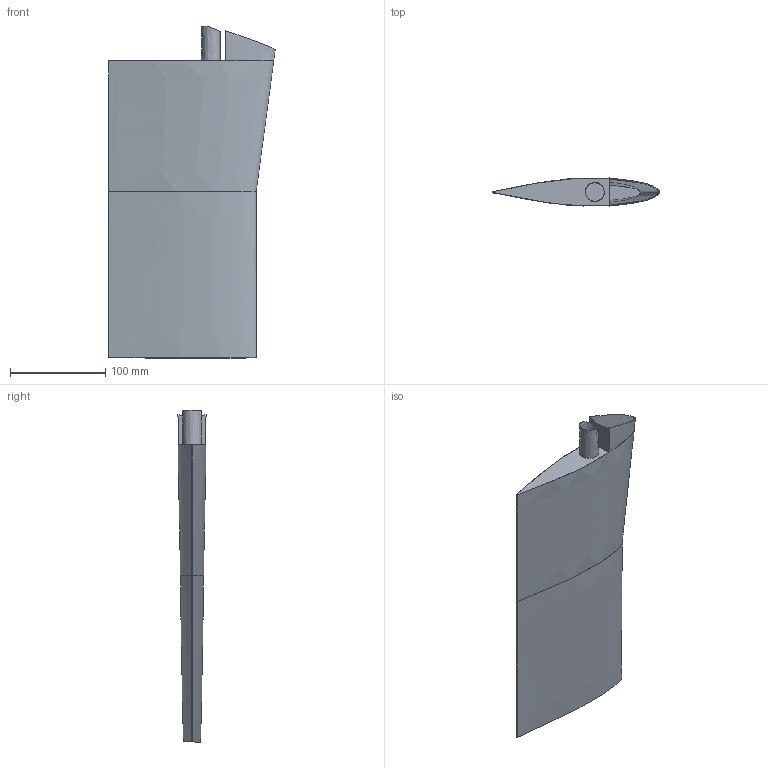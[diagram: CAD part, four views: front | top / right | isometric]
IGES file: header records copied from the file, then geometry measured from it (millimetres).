
Global section: file name: m5181-Rudder.igs; native system: THINKDESIGN 2009.3.110; preprocessor: PDElib Version v4.4, created Mon 02/23/2004 ; date: 20140905.090250; units: millimetre
Bounding box: 175.11 x 29.57 x 349.25 mm (x, y, z)
Surface area: 112167.8 mm2 (no closed solid volume)
Topology: 0 solids, 0 shells, 14 faces, 59 edges, 58 vertices
Faces by surface type: bspline 13, extrusion 1
